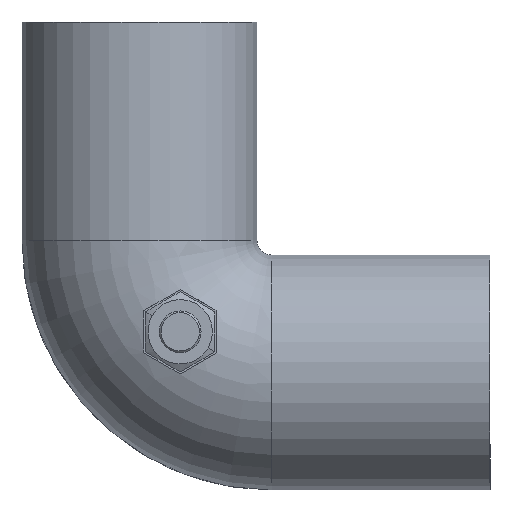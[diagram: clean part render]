
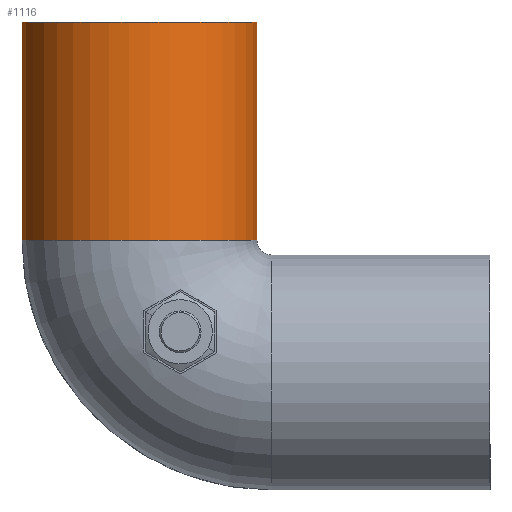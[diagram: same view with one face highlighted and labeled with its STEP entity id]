
A CAD part, front view. The second image highlights one B-rep face of the part: STEP entity #1116.
In plain terms, the highlighted cylindrical face has radius 17 mm (diameter 34 mm), a partial arc.
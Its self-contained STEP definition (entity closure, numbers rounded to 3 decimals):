
#682 = EDGE_LOOP ( 'NONE', ( #2911, #3043, #2913, #2868 ) ) ;
#1051 = CIRCLE ( 'NONE', #2292, 17. ) ;
#1064 = CIRCLE ( 'NONE', #3737, 17. ) ;
#1116 = ADVANCED_FACE ( 'NONE', ( #2660 ), #2668, .T. ) ;
#1275 = EDGE_CURVE ( 'NONE', #1574, #1573, #1051, .T. ) ;
#1315 = EDGE_CURVE ( 'NONE', #1573, #1469, #3346, .T. ) ;
#1336 = EDGE_CURVE ( 'NONE', #1566, #1574, #3356, .T. ) ;
#1360 = EDGE_CURVE ( 'NONE', #1566, #1469, #1064, .T. ) ;
#1469 = VERTEX_POINT ( 'NONE', #1662 ) ;
#1566 = VERTEX_POINT ( 'NONE', #2573 ) ;
#1573 = VERTEX_POINT ( 'NONE', #2618 ) ;
#1574 = VERTEX_POINT ( 'NONE', #2599 ) ;
#1627 = DIRECTION ( 'NONE',  ( 1., 0., 0. ) ) ;
#1662 = CARTESIAN_POINT ( 'NONE',  ( -2.286, 12.069, 2.245 ) ) ;
#1728 = CARTESIAN_POINT ( 'NONE',  ( -19.175, 14.005, 2.245 ) ) ;
#1729 = DIRECTION ( 'NONE',  ( 0., 0., 1. ) ) ;
#2292 = AXIS2_PLACEMENT_3D ( 'NONE', #3427, #3422, #3429 ) ;
#2573 = CARTESIAN_POINT ( 'NONE',  ( -36.064, 12.069, 2.245 ) ) ;
#2599 = CARTESIAN_POINT ( 'NONE',  ( -36.064, 12.069, 33.645 ) ) ;
#2618 = CARTESIAN_POINT ( 'NONE',  ( -2.286, 12.069, 33.645 ) ) ;
#2660 = FACE_OUTER_BOUND ( 'NONE', #682, .T. ) ;
#2662 = AXIS2_PLACEMENT_3D ( 'NONE', #2772, #2774, #2763 ) ;
#2668 = CYLINDRICAL_SURFACE ( 'NONE', #2662, 17. ) ;
#2763 = DIRECTION ( 'NONE',  ( 1., 0., 0. ) ) ;
#2772 = CARTESIAN_POINT ( 'NONE',  ( -19.175, 14.005, 2.245 ) ) ;
#2774 = DIRECTION ( 'NONE',  ( 0., 0., 1. ) ) ;
#2868 = ORIENTED_EDGE ( 'NONE', *, *, #1360, .T. ) ;
#2911 = ORIENTED_EDGE ( 'NONE', *, *, #1315, .F. ) ;
#2913 = ORIENTED_EDGE ( 'NONE', *, *, #1336, .F. ) ;
#3043 = ORIENTED_EDGE ( 'NONE', *, *, #1275, .F. ) ;
#3330 = DIRECTION ( 'NONE',  ( 0., 0., -1. ) ) ;
#3337 = CARTESIAN_POINT ( 'NONE',  ( -2.286, 12.069, 2.245 ) ) ;
#3346 = LINE ( 'NONE', #3337, #3743 ) ;
#3354 = DIRECTION ( 'NONE',  ( 0., 0., 1. ) ) ;
#3355 = CARTESIAN_POINT ( 'NONE',  ( -36.064, 12.069, 2.245 ) ) ;
#3356 = LINE ( 'NONE', #3355, #3701 ) ;
#3422 = DIRECTION ( 'NONE',  ( 0., 0., 1. ) ) ;
#3427 = CARTESIAN_POINT ( 'NONE',  ( -19.175, 14.005, 33.645 ) ) ;
#3429 = DIRECTION ( 'NONE',  ( 1., 0., 0. ) ) ;
#3701 = VECTOR ( 'NONE', #3354, 1000. ) ;
#3737 = AXIS2_PLACEMENT_3D ( 'NONE', #1728, #1729, #1627 ) ;
#3743 = VECTOR ( 'NONE', #3330, 1000. ) ;
